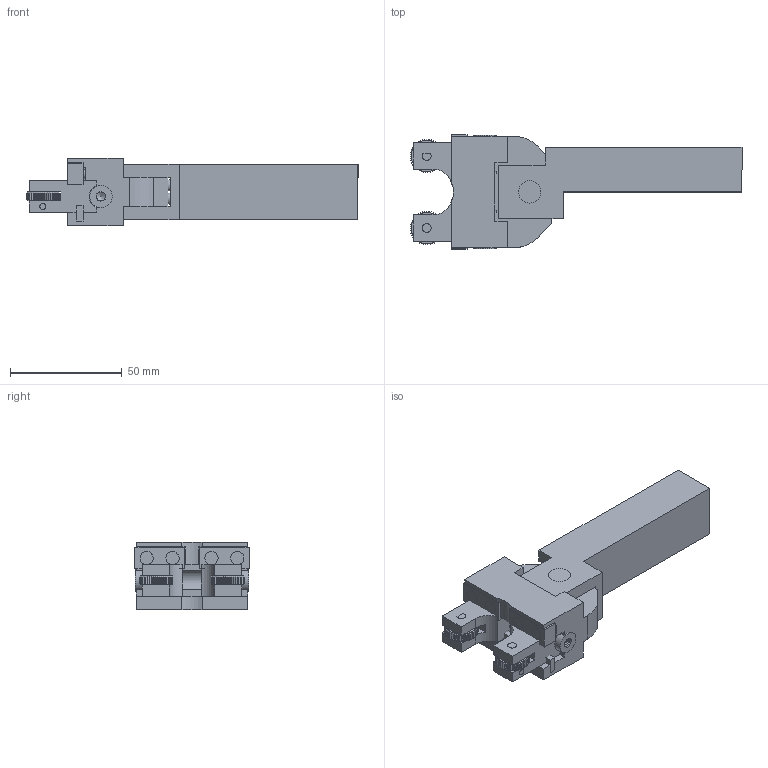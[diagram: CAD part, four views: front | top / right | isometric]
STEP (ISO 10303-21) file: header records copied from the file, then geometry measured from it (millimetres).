
FILE_DESCRIPTION(/* description */ (''),/* implementation_level */ '2;1');
FILE_NAME(/* name */ '32000354.stp',/* time_stamp */ '2022-02-16T08:37:22+01:00',/* author */ ('bueker'),/* organization */ (''),/* preprocessor_version */ 'ST-DEVELOPER v18.1',/* originating_system */ 'Autodesk Inventor 2022',/* authorisation */ '');
FILE_SCHEMA (('AUTOMOTIVE_DESIGN { 1 0 10303 214 3 1 1 }'));
Products named in the file (4): Step Austausch; Grundkörper 20; Backe 15; 41000321-B-GELB
Assembly tree (5 placements, depth 2):
  Step Austausch
    Grundkörper 20
    Backe 15  x2
    41000321-B-GELB  x2
Bounding box: 148.5 x 51 x 30 mm (x, y, z)
Volume: 99859.7 mm3; surface area: 31239.3 mm2
Topology: 5 solids, 5 shells, 754 faces, 1760 edges, 1028 vertices
Faces by surface type: plane 387, cone 202, cylinder 165
Full cylindrical faces by diameter (mm): 2.5 x1, 3.242 x2, 4 x8, 5 x4, 5.7 x2, 10 x3
Entity records: 14390 total; most frequent: CARTESIAN_POINT 2838, ORIENTED_EDGE 2348, DIRECTION 2339, EDGE_CURVE 1174, AXIS2_PLACEMENT_3D 865, VERTEX_POINT 702, LINE 609, VECTOR 609
